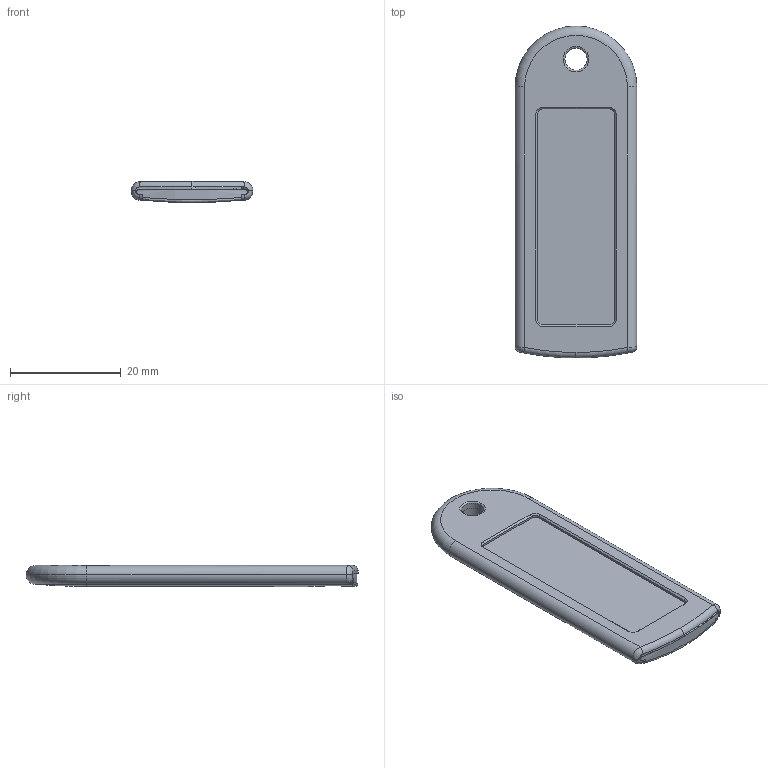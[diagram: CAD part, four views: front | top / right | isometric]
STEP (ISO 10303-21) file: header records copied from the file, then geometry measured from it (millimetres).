
FILE_DESCRIPTION (( 'STEP AP203' ), '1' );
FILE_NAME ('Žº‰ª•ÏŠ·.STEP', '2012-05-09T01:24:16', ( '' ), ( '' ), 'SwSTEP 2.0', 'SolidWorks 2011', '' );
FILE_SCHEMA (( 'CONFIG_CONTROL_DESIGN' ));
Length unit declared in the file: millimetre
Products named in the file (4): 室岡変換; C-511_本体ケース透明部; C-511_本体ケース; C-511_カードケース
Assembly tree (3 placements, depth 2):
  室岡変換
    C-511_本体ケース透明部
    C-511_本体ケース
    C-511_カードケース
Bounding box: 22 x 60 x 3.81 mm (x, y, z)
Volume: 3574.8 mm3; surface area: 6510 mm2
Topology: 3 solids, 3 shells, 115 faces, 289 edges, 185 vertices
Faces by surface type: plane 53, cylinder 32, torus 13, bspline 8, sphere 5, cone 4
Entity records: 4470 total; most frequent: CARTESIAN_POINT 1327, ORIENTED_EDGE 578, DIRECTION 565, EDGE_CURVE 289, AXIS2_PLACEMENT_3D 204, VERTEX_POINT 185, VECTOR 157, LINE 157
